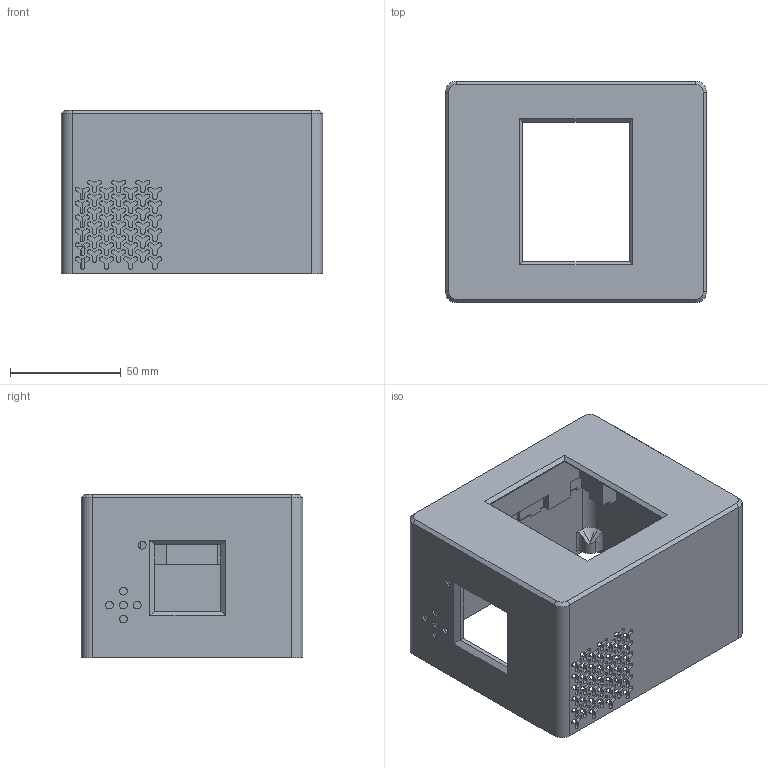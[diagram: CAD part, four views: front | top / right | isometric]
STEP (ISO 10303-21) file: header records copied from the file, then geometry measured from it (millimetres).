
FILE_DESCRIPTION (( 'STEP AP214' ), '1' );
FILE_NAME ('housing.STEP', '2025-05-06T00:38:51', ( '' ), ( '' ), 'SwSTEP 2.0', 'SolidWorks 2022', '' );
FILE_SCHEMA (( 'AUTOMOTIVE_DESIGN' ));
Length unit declared in the file: millimetre
Products named in the file (1): housing
Bounding box: 118 x 100 x 74 mm (x, y, z)
Volume: 151119.6 mm3; surface area: 90745.7 mm2
Topology: 1 solids, 1 shells, 749 faces, 2153 edges, 1411 vertices
Faces by surface type: plane 486, cylinder 225, cone 30, bspline 8
Entity records: 24801 total; most frequent: CARTESIAN_POINT 4605, ORIENTED_EDGE 4300, DIRECTION 4081, EDGE_CURVE 2150, VECTOR 1627, LINE 1627, VERTEX_POINT 1411, AXIS2_PLACEMENT_3D 1227
